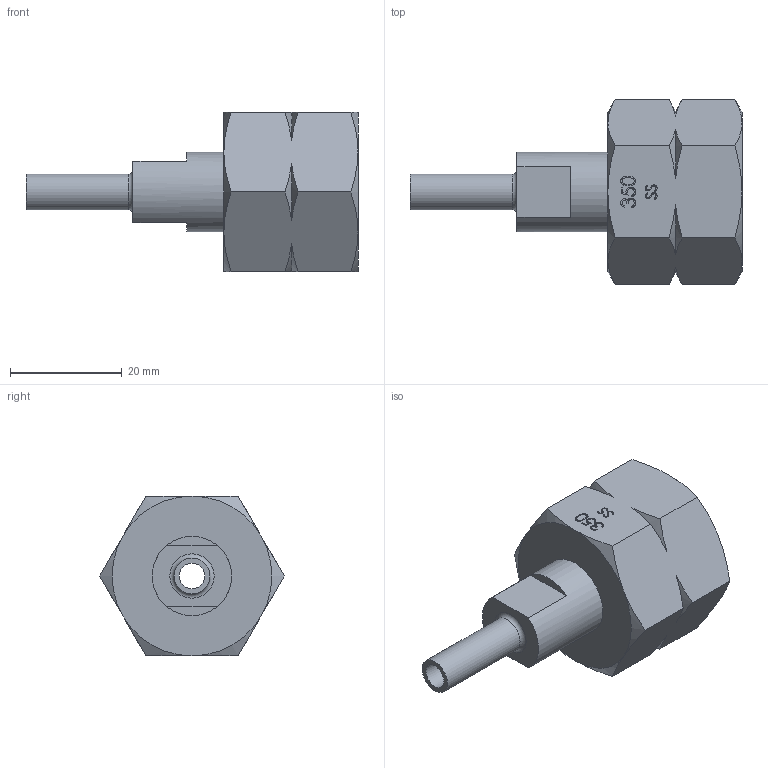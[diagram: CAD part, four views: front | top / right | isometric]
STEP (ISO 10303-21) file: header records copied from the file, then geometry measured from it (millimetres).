
FILE_DESCRIPTION (( 'STEP AP203' ), '1' );
FILE_NAME ('INL-350SS-4TS-37F.STEP', '2021-03-18T14:37:39', ( '' ), ( '' ), 'SwSTEP 2.0', 'SolidWorks 2018', '' );
FILE_SCHEMA (( 'CONFIG_CONTROL_DESIGN' ));
Length unit declared in the file: inch
Products named in the file (2): INL-350SS-4TS-37F
Bounding box: 59.39 x 33 x 28.57 mm (x, y, z)
Volume: 16029.2 mm3; surface area: 7335.9 mm2
Topology: 1 solids, 1 shells, 140 faces, 461 edges, 332 vertices
Faces by surface type: bspline 64, plane 35, cone 28, cylinder 10, torus 2, sphere 1
Full cylindrical faces by diameter (mm): 4.547 x1, 6.401 x1, 12.065 x1, 14.211 x1, 19.216 x5
Entity records: 12905 total; most frequent: CARTESIAN_POINT 9566, ORIENTED_EDGE 852, EDGE_CURVE 426, DIRECTION 343, VERTEX_POINT 315, B_SPLINE_CURVE_WITH_KNOTS 267, EDGE_LOOP 159, FACE_OUTER_BOUND 143
